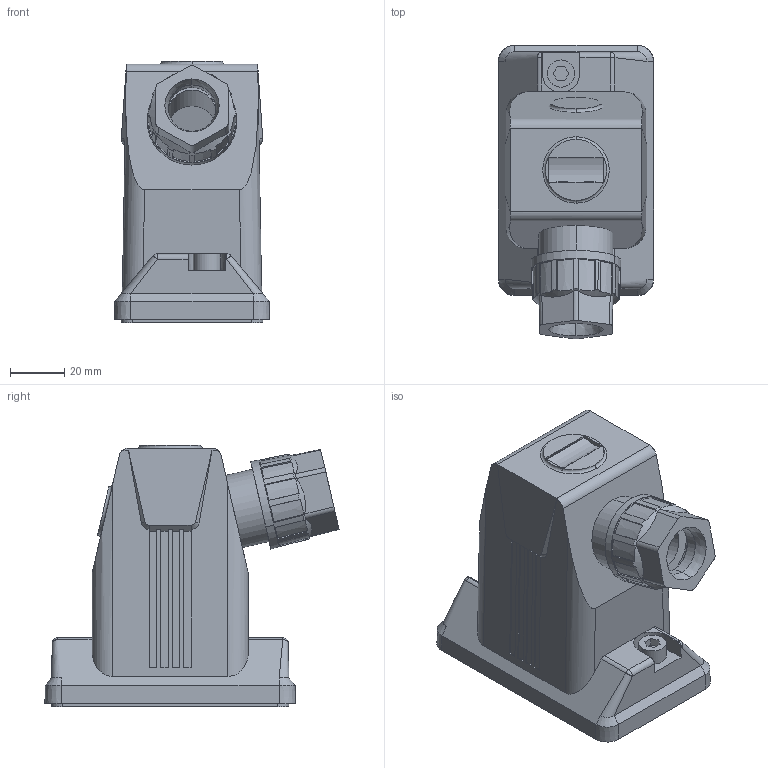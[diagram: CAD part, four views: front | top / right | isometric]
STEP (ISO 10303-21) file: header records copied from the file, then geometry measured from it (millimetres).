
FILE_DESCRIPTION(('Creo Elements/Direct Modeling STEP Export'),'2;1');
FILE_NAME('model.stp','2019-06-19T 8:41:56',(''),(''),'Creo Elements/Direct Modeling STEP processor for AP214 (Solid Model)','Creo Elements/Direct Modeling 20.1A 29-Sep-2018 (C) Parametric Technology GmbH','');
FILE_SCHEMA(('AUTOMOTIVE_DESIGN { 1 0 10303 214 1 1 1 1 }'));
Length unit declared in the file: millimetre
Products named in the file (2): HC_ADV_B06_HHWH_1SGM25_PL-select
Assembly tree (1 placements, depth 2):
  HC_ADV_B06_HHWH_1SGM25_PL-select
    HC_ADV_B06_HHWH_1SGM25_PL-select
Bounding box: 57 x 107.99 x 96.17 mm (x, y, z)
Volume: 91456.7 mm3; surface area: 57970.1 mm2
Topology: 1 solids, 1 shells, 414 faces, 1164 edges, 766 vertices
Faces by surface type: plane 270, cylinder 97, cone 34, sphere 5, torus 4, bspline 4
Entity records: 20011 total; most frequent: CARTESIAN_POINT 6255, ORIENTED_EDGE 2318, DIRECTION 1951, EDGE_CURVE 1159, VERTEX_POINT 766, VECTOR 721, LINE 721, AXIS2_PLACEMENT_3D 615
